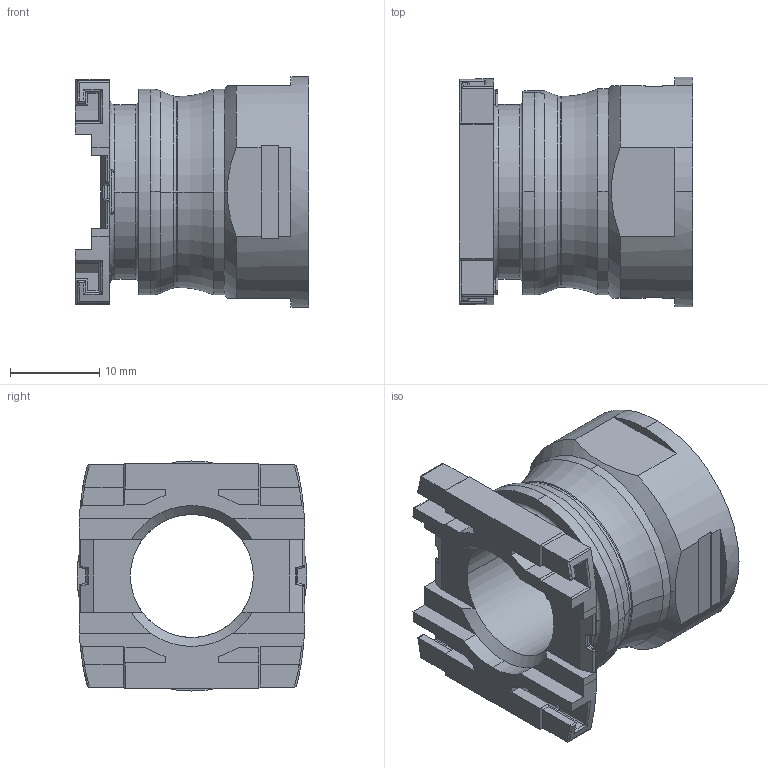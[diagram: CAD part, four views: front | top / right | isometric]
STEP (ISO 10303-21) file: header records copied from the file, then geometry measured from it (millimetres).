
FILE_DESCRIPTION(('STEP AP242'),'1');
FILE_NAME('switch_zcdef12.stp','2020-03-27T11:52:17',('TraceParts'),('TraceParts S.A.'),'Spatial InterOp 3D',' ',' ');
FILE_SCHEMA(('AP242_MANAGED_MODEL_BASED_3D_ENGINEERING_MIM_LF {1 0 10303 442 1 1 4}'));
Length unit declared in the file: millimetre
Products named in the file (1): switch_zcdef12
Bounding box: 26.2 x 25.77 x 25.8 mm (x, y, z)
Volume: 5574.9 mm3; surface area: 4828.2 mm2
Topology: 1 solids, 1 shells, 279 faces, 734 edges, 458 vertices
Faces by surface type: plane 143, cylinder 83, torus 32, bspline 9, cone 8, sphere 4
Entity records: 9402 total; most frequent: CARTESIAN_POINT 2603, ORIENTED_EDGE 1468, DIRECTION 1382, EDGE_CURVE 734, AXIS2_PLACEMENT_3D 491, VERTEX_POINT 458, LINE 400, VECTOR 400
